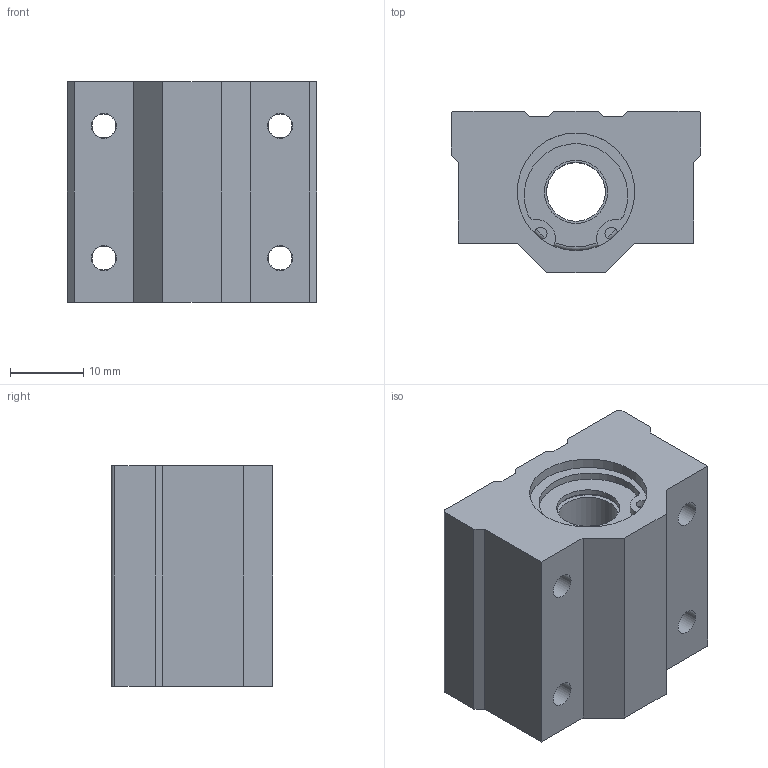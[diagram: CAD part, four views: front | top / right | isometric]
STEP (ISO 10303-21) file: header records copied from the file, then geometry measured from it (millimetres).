
FILE_DESCRIPTION(/* description */ ('STEP AP203'),/* implementation_level */ '2;1');
FILE_NAME(/* name */ 'SCE8UU',/* time_stamp */ '2022-08-20T02:26:23+02:00',/* author */ ('License CC BY-ND 4.0'),/* organization */ ('CADENAS'),/* preprocessor_version */ 'ST-DEVELOPER v18.102',/* originating_system */ 'PARTsolutions',/* authorisation */ ' ');
FILE_SCHEMA (('CONFIG_CONTROL_DESIGN'));
Length unit declared in the file: millimetre
Products named in the file (4): SCE8UU; LME8; Retaining ring GB 893.1-86 16; SCE8UUbody
Assembly tree (4 placements, depth 2):
  SCE8UU
    LME8
    Retaining ring GB 893.1-86 16  x2
    SCE8UUbody
Bounding box: 34 x 22 x 30 mm (x, y, z)
Volume: 16115.9 mm3; surface area: 9132.7 mm2
Topology: 4 solids, 4 shells, 95 faces, 210 edges, 139 vertices
Faces by surface type: plane 48, cylinder 41, cone 4, torus 2
Full cylindrical faces by diameter (mm): 1.7 x4, 3.242 x4, 3.4 x4, 8 x1, 8.6 x2, 9.2 x2, 15.2 x2, 16 x6, 16.8 x2
Entity records: 2241 total; most frequent: DIRECTION 394, CARTESIAN_POINT 350, ORIENTED_EDGE 292, AXIS2_PLACEMENT_3D 160, EDGE_CURVE 146, EDGE_LOOP 146, FACE_BOUND 146, VERTEX_POINT 116
